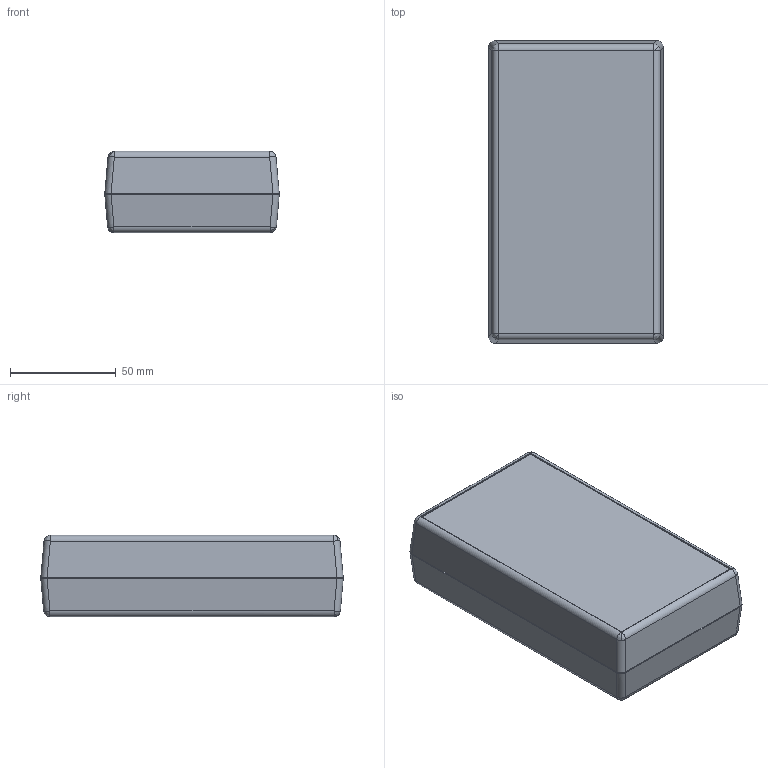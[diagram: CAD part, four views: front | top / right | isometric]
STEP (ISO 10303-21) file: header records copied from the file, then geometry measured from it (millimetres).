
FILE_DESCRIPTION (( 'STEP AP214' ), '1' );
FILE_NAME ('G1204.STEP', '2014-09-03T03:01:53', ( 'AsusUser' ), ( '' ), 'SwSTEP 2.0', 'SolidWorks 2014', '' );
FILE_SCHEMA (( 'AUTOMOTIVE_DESIGN' ));
Length unit declared in the file: millimetre
Products named in the file (1): G1204
Bounding box: 82.5 x 143 x 38.5 mm (x, y, z)
Volume: 95587.3 mm3; surface area: 82953.8 mm2
Topology: 2 solids, 2 shells, 332 faces, 821 edges, 528 vertices
Faces by surface type: plane 195, cylinder 76, cone 48, bspline 13
Entity records: 9980 total; most frequent: CARTESIAN_POINT 1921, DIRECTION 1682, ORIENTED_EDGE 1634, EDGE_CURVE 817, LINE 576, VECTOR 576, AXIS2_PLACEMENT_3D 553, VERTEX_POINT 528
